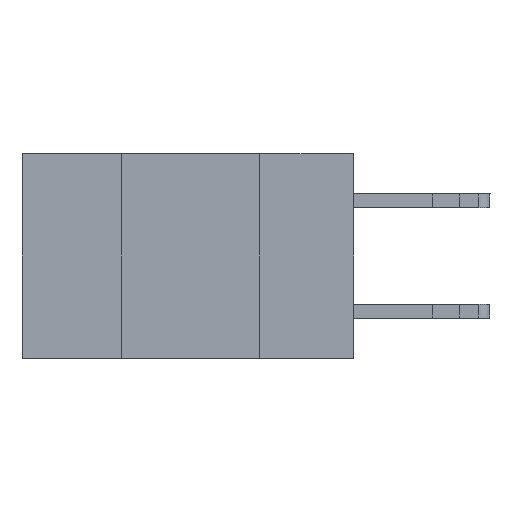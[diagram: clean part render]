
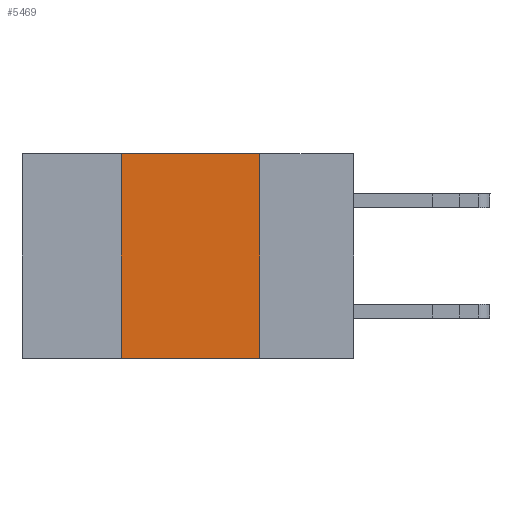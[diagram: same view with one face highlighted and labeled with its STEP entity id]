
A CAD part, left-side view. The second image highlights one B-rep face of the part: STEP entity #5469.
In plain terms, the highlighted planar face has unit normal (-1, 0, 0).
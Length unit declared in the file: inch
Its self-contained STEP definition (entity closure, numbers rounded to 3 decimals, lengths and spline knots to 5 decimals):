
#258 = DIRECTION ( 'NONE',  ( 0., 0., -1. ) ) ;
#359 = ORIENTED_EDGE ( 'NONE', *, *, #1864, .F. ) ;
#776 = DIRECTION ( 'NONE',  ( 0., -1., 0. ) ) ;
#1105 = VERTEX_POINT ( 'NONE', #10759 ) ;
#1770 = VERTEX_POINT ( 'NONE', #16651 ) ;
#1864 = EDGE_CURVE ( 'NONE', #1770, #1105, #4721, .T. ) ;
#1946 = LINE ( 'NONE', #10563, #11418 ) ;
#2630 = ORIENTED_EDGE ( 'NONE', *, *, #9862, .F. ) ;
#3598 = AXIS2_PLACEMENT_3D ( 'NONE', #5768, #5555, #15352 ) ;
#4721 = LINE ( 'NONE', #19935, #6219 ) ;
#4741 = DIRECTION ( 'NONE',  ( 0., 0., 1. ) ) ;
#5228 = CARTESIAN_POINT ( 'NONE',  ( 0., 0.42, 0. ) ) ;
#5469 = ADVANCED_FACE ( 'NONE', ( #9092 ), #16969, .F. ) ;
#5555 = DIRECTION ( 'NONE',  ( 1., 0., 0. ) ) ;
#5705 = DIRECTION ( 'NONE',  ( 0., -1., 0. ) ) ;
#5768 = CARTESIAN_POINT ( 'NONE',  ( 0., 0.6, 0. ) ) ;
#6219 = VECTOR ( 'NONE', #776, 39.37008 ) ;
#7354 = ORIENTED_EDGE ( 'NONE', *, *, #10027, .F. ) ;
#7696 = VERTEX_POINT ( 'NONE', #14423 ) ;
#9092 = FACE_OUTER_BOUND ( 'NONE', #15871, .T. ) ;
#9862 = EDGE_CURVE ( 'NONE', #11416, #1770, #15173, .T. ) ;
#10027 = EDGE_CURVE ( 'NONE', #1105, #7696, #11640, .T. ) ;
#10563 = CARTESIAN_POINT ( 'NONE',  ( 0., 0.6, -0.37 ) ) ;
#10759 = CARTESIAN_POINT ( 'NONE',  ( 0., 0.17, 0. ) ) ;
#10907 = VECTOR ( 'NONE', #4741, 39.37008 ) ;
#11416 = VERTEX_POINT ( 'NONE', #15005 ) ;
#11418 = VECTOR ( 'NONE', #5705, 39.37008 ) ;
#11640 = LINE ( 'NONE', #17401, #18152 ) ;
#12689 = ORIENTED_EDGE ( 'NONE', *, *, #20578, .T. ) ;
#14423 = CARTESIAN_POINT ( 'NONE',  ( 0., 0.17, -0.37 ) ) ;
#15005 = CARTESIAN_POINT ( 'NONE',  ( 0., 0.42, -0.37 ) ) ;
#15173 = LINE ( 'NONE', #5228, #10907 ) ;
#15352 = DIRECTION ( 'NONE',  ( 0., 0., -1. ) ) ;
#15871 = EDGE_LOOP ( 'NONE', ( #7354, #359, #2630, #12689 ) ) ;
#16651 = CARTESIAN_POINT ( 'NONE',  ( 0., 0.42, 0. ) ) ;
#16969 = PLANE ( 'NONE',  #3598 ) ;
#17401 = CARTESIAN_POINT ( 'NONE',  ( 0., 0.17, 0. ) ) ;
#18152 = VECTOR ( 'NONE', #258, 39.37008 ) ;
#19935 = CARTESIAN_POINT ( 'NONE',  ( 0., 0.6, 0. ) ) ;
#20578 = EDGE_CURVE ( 'NONE', #11416, #7696, #1946, .T. ) ;
